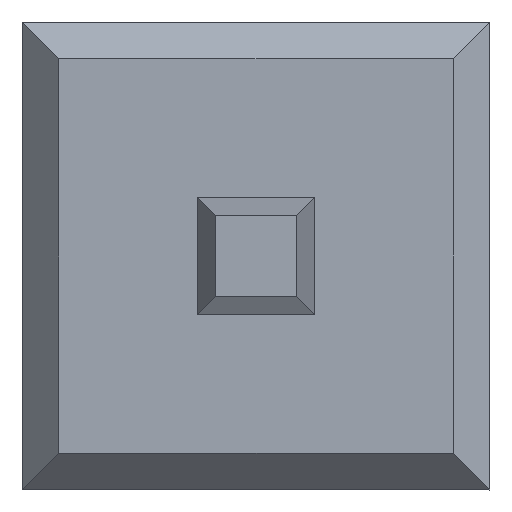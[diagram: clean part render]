
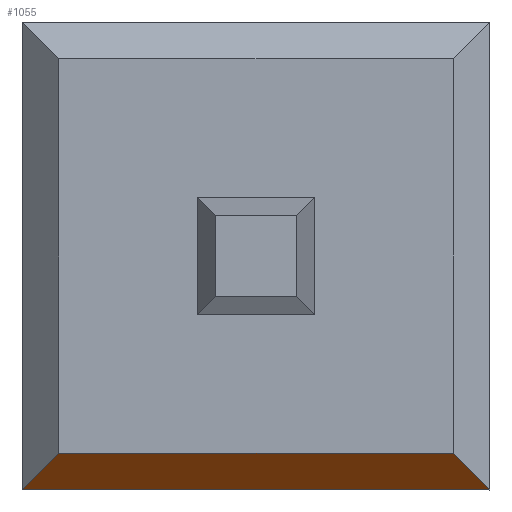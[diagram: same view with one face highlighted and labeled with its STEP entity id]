
A CAD part, front view. The second image highlights one B-rep face of the part: STEP entity #1055.
In plain terms, the highlighted planar face has unit normal (0, -0.707, -0.707).
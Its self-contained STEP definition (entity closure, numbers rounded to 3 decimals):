
#434 = PLANE('',#435);
#435 = AXIS2_PLACEMENT_3D('',#436,#437,#438);
#436 = CARTESIAN_POINT('',(229.842,6.093,31.877
    ));
#437 = DIRECTION('',(0.,-1.,0.));
#438 = DIRECTION('',(0.,0.,
    1.));
#997 = PLANE('',#998);
#998 = AXIS2_PLACEMENT_3D('',#999,#1000,#1001);
#999 = CARTESIAN_POINT('',(230.082,8.987,
    29.203));
#1000 = DIRECTION('',(0.,0.,
    -1.));
#1001 = DIRECTION('',(1.,0.,
    0.));
#1055 = ADVANCED_FACE('',(#1056),#1069,.T.);
#1056 = FACE_BOUND('',#1057,.T.);
#1057 = EDGE_LOOP('',(#1058,#1090,#1110,#1135));
#1058 = ORIENTED_EDGE('',*,*,#1059,.F.);
#1059 = EDGE_CURVE('',#1060,#1062,#1064,.T.);
#1060 = VERTEX_POINT('',#1061);
#1061 = CARTESIAN_POINT('',(227.168,6.293,
    29.203));
#1062 = VERTEX_POINT('',#1063);
#1063 = CARTESIAN_POINT('',(227.368,6.093,
    29.403));
#1064 = SURFACE_CURVE('',#1065,(#1068,#1079),.PCURVE_S1.);
#1065 = B_SPLINE_CURVE_WITH_KNOTS('',1,(#1066,#1067),.UNSPECIFIED.,.F.,
  .F.,(2,2),(-0.346,0.),.PIECEWISE_BEZIER_KNOTS.);
#1066 = CARTESIAN_POINT('',(227.168,6.293,
    29.203));
#1067 = CARTESIAN_POINT('',(227.368,6.093,
    29.403));
#1068 = PCURVE('',#1069,#1074);
#1069 = PLANE('',#1070);
#1070 = AXIS2_PLACEMENT_3D('',#1071,#1072,#1073);
#1071 = CARTESIAN_POINT('',(230.082,6.858,
    28.639));
#1072 = DIRECTION('',(0.,-0.707,
    -0.707));
#1073 = DIRECTION('',(0.,0.707,-0.707)
  );
#1074 = DEFINITIONAL_REPRESENTATION('',(#1075),#1078);
#1075 = B_SPLINE_CURVE_WITH_KNOTS('',1,(#1076,#1077),.UNSPECIFIED.,.F.,
  .F.,(2,2),(-0.346,0.),.PIECEWISE_BEZIER_KNOTS.);
#1076 = CARTESIAN_POINT('',(-0.798,-2.914));
#1077 = CARTESIAN_POINT('',(-1.081,-2.714));
#1078 = ( GEOMETRIC_REPRESENTATION_CONTEXT(2) 
PARAMETRIC_REPRESENTATION_CONTEXT() REPRESENTATION_CONTEXT('2D SPACE',''
  ) );
#1079 = PCURVE('',#1080,#1085);
#1080 = PLANE('',#1081);
#1081 = AXIS2_PLACEMENT_3D('',#1082,#1083,#1084);
#1082 = CARTESIAN_POINT('',(226.603,6.858,
    28.829));
#1083 = DIRECTION('',(-0.707,-0.707,0.
    ));
#1084 = DIRECTION('',(-0.707,0.707,0.)
  );
#1085 = DEFINITIONAL_REPRESENTATION('',(#1086),#1089);
#1086 = B_SPLINE_CURVE_WITH_KNOTS('',1,(#1087,#1088),.UNSPECIFIED.,.F.,
  .F.,(2,2),(-0.346,0.),.PIECEWISE_BEZIER_KNOTS.);
#1087 = CARTESIAN_POINT('',(-0.798,-0.374));
#1088 = CARTESIAN_POINT('',(-1.081,-0.574));
#1089 = ( GEOMETRIC_REPRESENTATION_CONTEXT(2) 
PARAMETRIC_REPRESENTATION_CONTEXT() REPRESENTATION_CONTEXT('2D SPACE',''
  ) );
#1090 = ORIENTED_EDGE('',*,*,#1091,.F.);
#1091 = EDGE_CURVE('',#1092,#1060,#1094,.T.);
#1092 = VERTEX_POINT('',#1093);
#1093 = CARTESIAN_POINT('',(229.708,6.293,
    29.203));
#1094 = SURFACE_CURVE('',#1095,(#1098,#1104),.PCURVE_S1.);
#1095 = B_SPLINE_CURVE_WITH_KNOTS('',1,(#1096,#1097),.UNSPECIFIED.,.F.,
  .F.,(2,2),(-2.54,0.),.PIECEWISE_BEZIER_KNOTS.);
#1096 = CARTESIAN_POINT('',(229.708,6.293,
    29.203));
#1097 = CARTESIAN_POINT('',(227.168,6.293,
    29.203));
#1098 = PCURVE('',#1069,#1099);
#1099 = DEFINITIONAL_REPRESENTATION('',(#1100),#1103);
#1100 = B_SPLINE_CURVE_WITH_KNOTS('',1,(#1101,#1102),.UNSPECIFIED.,.F.,
  .F.,(2,2),(-2.54,0.),.PIECEWISE_BEZIER_KNOTS.);
#1101 = CARTESIAN_POINT('',(-0.798,-0.374));
#1102 = CARTESIAN_POINT('',(-0.798,-2.914));
#1103 = ( GEOMETRIC_REPRESENTATION_CONTEXT(2) 
PARAMETRIC_REPRESENTATION_CONTEXT() REPRESENTATION_CONTEXT('2D SPACE',''
  ) );
#1104 = PCURVE('',#997,#1105);
#1105 = DEFINITIONAL_REPRESENTATION('',(#1106),#1109);
#1106 = B_SPLINE_CURVE_WITH_KNOTS('',1,(#1107,#1108),.UNSPECIFIED.,.F.,
  .F.,(2,2),(-2.54,0.),.PIECEWISE_BEZIER_KNOTS.);
#1107 = CARTESIAN_POINT('',(-0.374,2.694));
#1108 = CARTESIAN_POINT('',(-2.914,2.694));
#1109 = ( GEOMETRIC_REPRESENTATION_CONTEXT(2) 
PARAMETRIC_REPRESENTATION_CONTEXT() REPRESENTATION_CONTEXT('2D SPACE',''
  ) );
#1110 = ORIENTED_EDGE('',*,*,#1111,.F.);
#1111 = EDGE_CURVE('',#1112,#1092,#1114,.T.);
#1112 = VERTEX_POINT('',#1113);
#1113 = CARTESIAN_POINT('',(229.508,6.093,
    29.403));
#1114 = SURFACE_CURVE('',#1115,(#1118,#1124),.PCURVE_S1.);
#1115 = B_SPLINE_CURVE_WITH_KNOTS('',1,(#1116,#1117),.UNSPECIFIED.,.F.,
  .F.,(2,2),(0.,0.346),.PIECEWISE_BEZIER_KNOTS.);
#1116 = CARTESIAN_POINT('',(229.508,6.093,
    29.403));
#1117 = CARTESIAN_POINT('',(229.708,6.293,
    29.203));
#1118 = PCURVE('',#1069,#1119);
#1119 = DEFINITIONAL_REPRESENTATION('',(#1120),#1123);
#1120 = B_SPLINE_CURVE_WITH_KNOTS('',1,(#1121,#1122),.UNSPECIFIED.,.F.,
  .F.,(2,2),(0.,0.346),.PIECEWISE_BEZIER_KNOTS.);
#1121 = CARTESIAN_POINT('',(-1.081,-0.574));
#1122 = CARTESIAN_POINT('',(-0.798,-0.374));
#1123 = ( GEOMETRIC_REPRESENTATION_CONTEXT(2) 
PARAMETRIC_REPRESENTATION_CONTEXT() REPRESENTATION_CONTEXT('2D SPACE',''
  ) );
#1124 = PCURVE('',#1125,#1130);
#1125 = PLANE('',#1126);
#1126 = AXIS2_PLACEMENT_3D('',#1127,#1128,#1129);
#1127 = CARTESIAN_POINT('',(230.272,6.858,
    32.117));
#1128 = DIRECTION('',(0.707,-0.707,0.
    ));
#1129 = DIRECTION('',(-0.707,-0.707,0.
    ));
#1130 = DEFINITIONAL_REPRESENTATION('',(#1131),#1134);
#1131 = B_SPLINE_CURVE_WITH_KNOTS('',1,(#1132,#1133),.UNSPECIFIED.,.F.,
  .F.,(2,2),(0.,0.346),.PIECEWISE_BEZIER_KNOTS.);
#1132 = CARTESIAN_POINT('',(1.081,2.714));
#1133 = CARTESIAN_POINT('',(0.798,2.914));
#1134 = ( GEOMETRIC_REPRESENTATION_CONTEXT(2) 
PARAMETRIC_REPRESENTATION_CONTEXT() REPRESENTATION_CONTEXT('2D SPACE',''
  ) );
#1135 = ORIENTED_EDGE('',*,*,#1136,.F.);
#1136 = EDGE_CURVE('',#1062,#1112,#1137,.T.);
#1137 = SURFACE_CURVE('',#1138,(#1141,#1147),.PCURVE_S1.);
#1138 = B_SPLINE_CURVE_WITH_KNOTS('',1,(#1139,#1140),.UNSPECIFIED.,.F.,
  .F.,(2,2),(-2.14,0.),.PIECEWISE_BEZIER_KNOTS.);
#1139 = CARTESIAN_POINT('',(227.368,6.093,
    29.403));
#1140 = CARTESIAN_POINT('',(229.508,6.093,
    29.403));
#1141 = PCURVE('',#1069,#1142);
#1142 = DEFINITIONAL_REPRESENTATION('',(#1143),#1146);
#1143 = B_SPLINE_CURVE_WITH_KNOTS('',1,(#1144,#1145),.UNSPECIFIED.,.F.,
  .F.,(2,2),(-2.14,0.),.PIECEWISE_BEZIER_KNOTS.);
#1144 = CARTESIAN_POINT('',(-1.081,-2.714));
#1145 = CARTESIAN_POINT('',(-1.081,-0.574));
#1146 = ( GEOMETRIC_REPRESENTATION_CONTEXT(2) 
PARAMETRIC_REPRESENTATION_CONTEXT() REPRESENTATION_CONTEXT('2D SPACE',''
  ) );
#1147 = PCURVE('',#434,#1148);
#1148 = DEFINITIONAL_REPRESENTATION('',(#1149),#1152);
#1149 = B_SPLINE_CURVE_WITH_KNOTS('',1,(#1150,#1151),.UNSPECIFIED.,.F.,
  .F.,(2,2),(-2.14,0.),.PIECEWISE_BEZIER_KNOTS.);
#1150 = CARTESIAN_POINT('',(-2.474,2.474));
#1151 = CARTESIAN_POINT('',(-2.474,0.334));
#1152 = ( GEOMETRIC_REPRESENTATION_CONTEXT(2) 
PARAMETRIC_REPRESENTATION_CONTEXT() REPRESENTATION_CONTEXT('2D SPACE',''
  ) );
